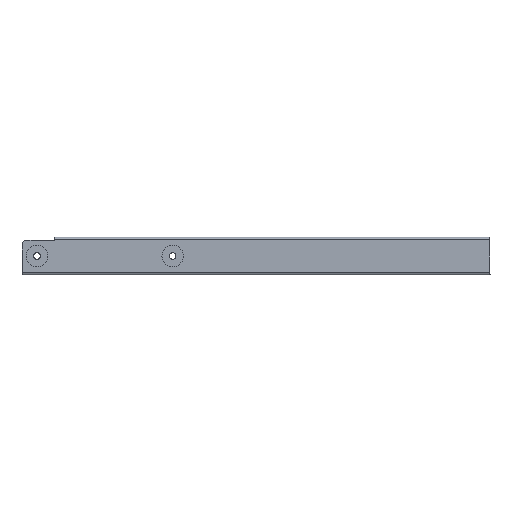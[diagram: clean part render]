
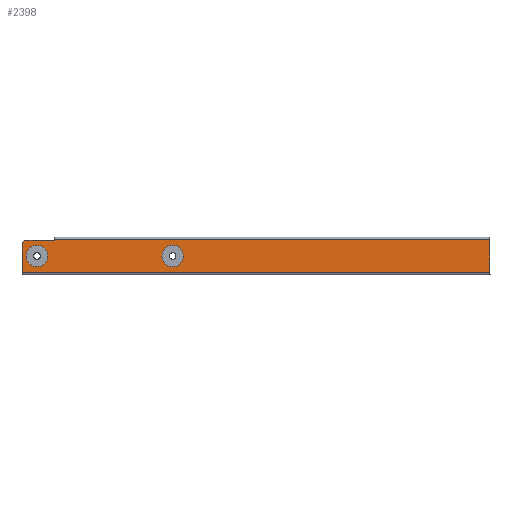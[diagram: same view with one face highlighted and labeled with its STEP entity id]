
A CAD part, left-side view. The second image highlights one B-rep face of the part: STEP entity #2398.
In plain terms, the highlighted planar face has unit normal (-1, 0, 0).
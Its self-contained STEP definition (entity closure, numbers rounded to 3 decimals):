
#536=DIRECTION('',(0.,0.,1.));
#537=VECTOR('',#536,35.);
#538=CARTESIAN_POINT('',(-410.5,802.995,657.502));
#539=LINE('',#538,#537);
#589=DIRECTION('',(0.,1.,0.));
#590=VECTOR('',#589,465.);
#591=CARTESIAN_POINT('',(-410.5,802.995,692.502));
#592=LINE('',#591,#590);
#607=DIRECTION('',(0.,0.,-1.));
#608=VECTOR('',#607,0.5);
#609=CARTESIAN_POINT('',(-410.5,1267.995,692.499));
#610=LINE('',#609,#608);
#737=DIRECTION('',(0.,0.,-1.));
#738=VECTOR('',#737,31.5);
#739=CARTESIAN_POINT('',(-410.5,1302.995,688.999));
#740=LINE('',#739,#738);
#825=CARTESIAN_POINT('',(-410.5,1141.995,675.));
#826=DIRECTION('',(-1.,0.,0.));
#827=DIRECTION('',(0.,1.,0.));
#828=AXIS2_PLACEMENT_3D('',#825,#826,#827);
#830=CARTESIAN_POINT('',(-410.5,1141.995,675.));
#831=DIRECTION('',(-1.,0.,0.));
#832=DIRECTION('',(0.,-1.,0.));
#833=AXIS2_PLACEMENT_3D('',#830,#831,#832);
#835=CARTESIAN_POINT('',(-410.5,1286.995,674.999));
#836=DIRECTION('',(-1.,0.,0.));
#837=DIRECTION('',(0.,1.,0.));
#838=AXIS2_PLACEMENT_3D('',#835,#836,#837);
#840=CARTESIAN_POINT('',(-410.5,1286.995,674.999));
#841=DIRECTION('',(-1.,0.,0.));
#842=DIRECTION('',(0.,-1.,0.));
#843=AXIS2_PLACEMENT_3D('',#840,#841,#842);
#845=DIRECTION('',(0.,-0.707,0.707));
#846=VECTOR('',#845,4.243);
#847=CARTESIAN_POINT('',(-410.5,1302.995,688.999));
#848=LINE('',#847,#846);
#857=DIRECTION('',(0.,1.,0.));
#858=VECTOR('',#857,32.);
#859=CARTESIAN_POINT('',(-410.5,1267.995,691.999));
#860=LINE('',#859,#858);
#873=DIRECTION('',(0.,-1.,0.));
#874=VECTOR('',#873,500.);
#875=CARTESIAN_POINT('',(-410.5,1302.995,657.499));
#876=LINE('',#875,#874);
#1019=CARTESIAN_POINT('',(-410.5,1302.995,688.999));
#1020=VERTEX_POINT('',#1019);
#1021=CARTESIAN_POINT('',(-410.5,1302.995,657.499));
#1022=VERTEX_POINT('',#1021);
#1053=CARTESIAN_POINT('',(-410.5,1267.995,691.999));
#1054=CARTESIAN_POINT('',(-410.5,1299.995,691.999));
#1055=VERTEX_POINT('',#1053);
#1056=VERTEX_POINT('',#1054);
#1057=CARTESIAN_POINT('',(-410.5,1267.995,692.499));
#1058=VERTEX_POINT('',#1057);
#1059=CARTESIAN_POINT('',(-410.5,802.995,692.502));
#1060=VERTEX_POINT('',#1059);
#1061=CARTESIAN_POINT('',(-410.5,802.995,657.502));
#1062=VERTEX_POINT('',#1061);
#1063=CARTESIAN_POINT('',(-410.5,1298.495,674.999));
#1064=CARTESIAN_POINT('',(-410.5,1275.495,674.999));
#1065=VERTEX_POINT('',#1063);
#1066=VERTEX_POINT('',#1064);
#1067=CARTESIAN_POINT('',(-410.5,1153.495,675.));
#1068=CARTESIAN_POINT('',(-410.5,1130.495,675.));
#1069=VERTEX_POINT('',#1067);
#1070=VERTEX_POINT('',#1068);
#2371=CARTESIAN_POINT('',(-410.5,805.495,655.002));
#2372=DIRECTION('',(-1.,0.,0.));
#2373=DIRECTION('',(0.,1.,0.));
#2374=AXIS2_PLACEMENT_3D('',#2371,#2372,#2373);
#2375=PLANE('',#2374);
#2376=ORIENTED_EDGE('',*,*,#2294,.F.);
#2378=ORIENTED_EDGE('',*,*,#2377,.T.);
#2380=ORIENTED_EDGE('',*,*,#2379,.F.);
#2381=ORIENTED_EDGE('',*,*,#2114,.F.);
#2382=ORIENTED_EDGE('',*,*,#2096,.F.);
#2383=ORIENTED_EDGE('',*,*,#2043,.F.);
#2385=ORIENTED_EDGE('',*,*,#2384,.F.);
#2386=EDGE_LOOP('',(#2376,#2378,#2380,#2381,#2382,#2383,#2385));
#2387=FACE_OUTER_BOUND('',#2386,.F.);
#2388=ORIENTED_EDGE('',*,*,#2353,.T.);
#2389=ORIENTED_EDGE('',*,*,#2366,.T.);
#2390=EDGE_LOOP('',(#2388,#2389));
#2391=FACE_BOUND('',#2390,.F.);
#2393=ORIENTED_EDGE('',*,*,#2392,.T.);
#2395=ORIENTED_EDGE('',*,*,#2394,.T.);
#2396=EDGE_LOOP('',(#2393,#2395));
#2397=FACE_BOUND('',#2396,.F.);
#2398=ADVANCED_FACE('',(#2387,#2391,#2397),#2375,.T.);
#829=CIRCLE('',#828,11.5);
#834=CIRCLE('',#833,11.5);
#839=CIRCLE('',#838,11.5);
#844=CIRCLE('',#843,11.5);
#2043=EDGE_CURVE('',#1062,#1060,#539,.T.);
#2096=EDGE_CURVE('',#1060,#1058,#592,.T.);
#2114=EDGE_CURVE('',#1058,#1055,#610,.T.);
#2294=EDGE_CURVE('',#1020,#1022,#740,.T.);
#2353=EDGE_CURVE('',#1065,#1066,#839,.T.);
#2366=EDGE_CURVE('',#1066,#1065,#844,.T.);
#2377=EDGE_CURVE('',#1020,#1056,#848,.T.);
#2379=EDGE_CURVE('',#1055,#1056,#860,.T.);
#2384=EDGE_CURVE('',#1022,#1062,#876,.T.);
#2392=EDGE_CURVE('',#1069,#1070,#829,.T.);
#2394=EDGE_CURVE('',#1070,#1069,#834,.T.);
